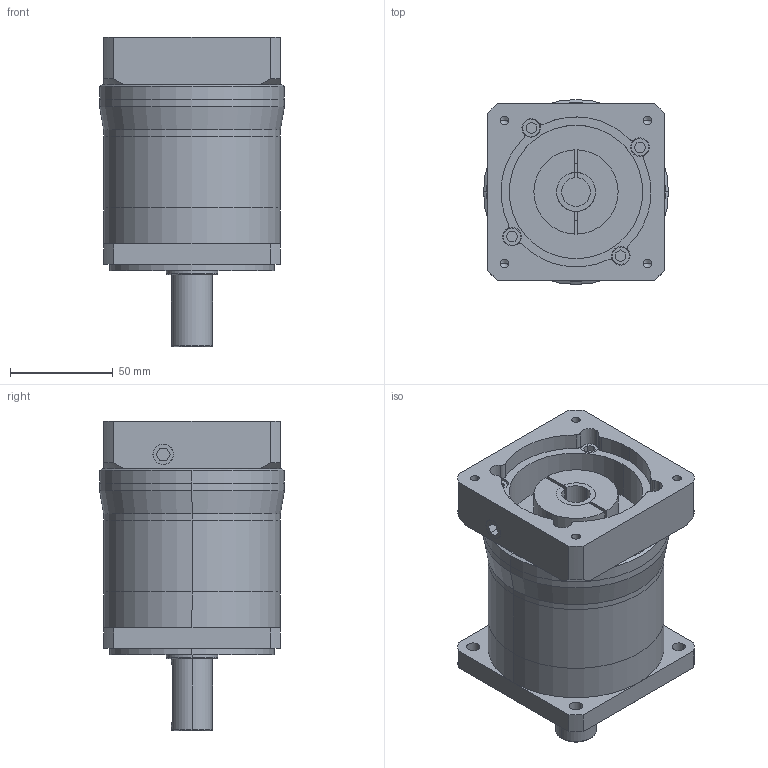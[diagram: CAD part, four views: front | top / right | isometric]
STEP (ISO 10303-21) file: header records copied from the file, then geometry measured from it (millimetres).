
FILE_DESCRIPTION (( 'STEP AP214' ), '1' );
FILE_NAME ('VGF85单级模型（14-35 73-2 4-5.5-69.6-69.6）新.STEP', '2018-07-04T08:30:04', ( 'Windows' ), ( 'Microsoft' ), 'SwSTEP 2.0', 'SolidWorks 2016', '' );
FILE_SCHEMA (( 'AUTOMOTIVE_DESIGN' ));
Length unit declared in the file: millimetre
Products named in the file (1): VGF85单级模型（14-35 73-2 4-5.5-69.6-69.6）新
Bounding box: 90 x 90 x 150.5 mm (x, y, z)
Volume: 637074.8 mm3; surface area: 107286.7 mm2
Topology: 5 solids, 5 shells, 233 faces, 567 edges, 361 vertices
Faces by surface type: plane 106, cylinder 103, cone 20, torus 4
Entity records: 7095 total; most frequent: DIRECTION 1259, CARTESIAN_POINT 1239, ORIENTED_EDGE 1114, EDGE_CURVE 557, AXIS2_PLACEMENT_3D 479, VERTEX_POINT 361, LINE 301, VECTOR 301
